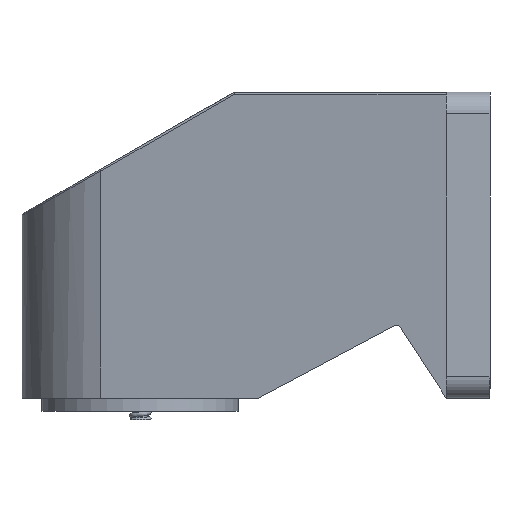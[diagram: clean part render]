
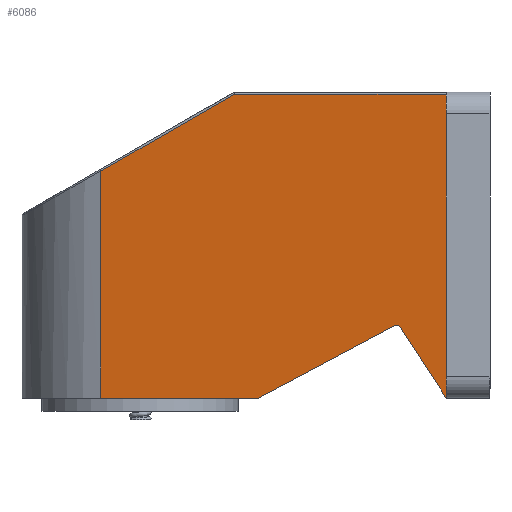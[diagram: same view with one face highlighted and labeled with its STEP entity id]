
A CAD part, left-side view. The second image highlights one B-rep face of the part: STEP entity #6086.
In plain terms, the highlighted planar face has unit normal (-0.987, 0.159, 0).
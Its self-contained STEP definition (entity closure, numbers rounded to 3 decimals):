
#224 = DIRECTION ( 'NONE',  ( 0.159, 0.987, 0. ) ) ;
#303 = DIRECTION ( 'NONE',  ( 0.138, 0.858, -0.495 ) ) ;
#731 = CARTESIAN_POINT ( 'NONE',  ( -31.31, 53., 0. ) ) ;
#746 = VECTOR ( 'NONE', #18191, 1000. ) ;
#1451 = VERTEX_POINT ( 'NONE', #4116 ) ;
#2229 = CARTESIAN_POINT ( 'NONE',  ( -38.25, 10., 0. ) ) ;
#2401 = CARTESIAN_POINT ( 'NONE',  ( -38.25, 10., 0. ) ) ;
#2904 = AXIS2_PLACEMENT_3D ( 'NONE', #2229, #11132, #6125 ) ;
#2909 = VECTOR ( 'NONE', #224, 1000. ) ;
#2954 = VERTEX_POINT ( 'NONE', #2401 ) ;
#3910 = LINE ( 'NONE', #11026, #746 ) ;
#4116 = CARTESIAN_POINT ( 'NONE',  ( -36.42, 21.341, 16.686 ) ) ;
#4204 = VECTOR ( 'NONE', #11834, 1000. ) ;
#4274 = CARTESIAN_POINT ( 'NONE',  ( -25.5, 89., 0. ) ) ;
#5449 = CARTESIAN_POINT ( 'NONE',  ( -25.5, 89., 51.876 ) ) ;
#5621 = LINE ( 'NONE', #7709, #20871 ) ;
#6086 = ADVANCED_FACE ( 'NONE', ( #12201 ), #21332, .T. ) ;
#6125 = DIRECTION ( 'NONE',  ( -0.159, -0.987, 0. ) ) ;
#6489 = CARTESIAN_POINT ( 'NONE',  ( -38.25, 10., 0. ) ) ;
#6497 = CARTESIAN_POINT ( 'NONE',  ( -36.555, 20.502, 16.23 ) ) ;
#6954 = EDGE_CURVE ( 'NONE', #16712, #11977, #20850, .T. ) ;
#6962 = VERTEX_POINT ( 'NONE', #6497 ) ;
#7542 = EDGE_CURVE ( 'NONE', #11977, #1451, #16346, .T. ) ;
#7669 = EDGE_CURVE ( 'NONE', #13712, #11953, #9145, .T. ) ;
#7709 = CARTESIAN_POINT ( 'NONE',  ( -30.431, 58.446, 69.5 ) ) ;
#8058 = EDGE_CURVE ( 'NONE', #11953, #22996, #5621, .T. ) ;
#9145 = LINE ( 'NONE', #16286, #2909 ) ;
#9365 = CARTESIAN_POINT ( 'NONE',  ( -36.367, 21.665, 16.647 ) ) ;
#10203 = LINE ( 'NONE', #6489, #4204 ) ;
#10892 = CARTESIAN_POINT ( 'NONE',  ( -36.344, 21.81, 16.569 ) ) ;
#10971 = VERTEX_POINT ( 'NONE', #20607 ) ;
#11026 = CARTESIAN_POINT ( 'NONE',  ( -36.555, 20.502, 16.23 ) ) ;
#11132 = DIRECTION ( 'NONE',  ( -0.987, 0.159, 0. ) ) ;
#11759 = ORIENTED_EDGE ( 'NONE', *, *, #20377, .T. ) ;
#11834 = DIRECTION ( 'NONE',  ( 0., 0., 1. ) ) ;
#11953 = VERTEX_POINT ( 'NONE', #16528 ) ;
#11977 = VERTEX_POINT ( 'NONE', #10892 ) ;
#12025 = CARTESIAN_POINT ( 'NONE',  ( -36.476, 20.994, 16.686 ) ) ;
#12201 = FACE_OUTER_BOUND ( 'NONE', #21247, .T. ) ;
#13712 = VERTEX_POINT ( 'NONE', #19062 ) ;
#13782 = VECTOR ( 'NONE', #18801, 1000. ) ;
#13821 = ORIENTED_EDGE ( 'NONE', *, *, #22657, .F. ) ;
#15148 = DIRECTION ( 'NONE',  ( 0., 0., 1. ) ) ;
#15260 = LINE ( 'NONE', #4274, #17852 ) ;
#15733 = DIRECTION ( 'NONE',  ( -0.141, -0.874, 0.464 ) ) ;
#16286 = CARTESIAN_POINT ( 'NONE',  ( -38.25, 10., 69.5 ) ) ;
#16346 =( BOUNDED_CURVE ( )  B_SPLINE_CURVE ( 3, ( #20013, #9365, #21776, #19906 ),
 .UNSPECIFIED., .F., .F. ) 
 B_SPLINE_CURVE_WITH_KNOTS ( ( 4, 4 ),
 ( 4.224, 4.712 ),
 .UNSPECIFIED. ) 
 CURVE ( )  GEOMETRIC_REPRESENTATION_ITEM ( )  RATIONAL_B_SPLINE_CURVE ( ( 1., 0.98, 0.98, 1. ) ) 
 REPRESENTATION_ITEM ( '' )  );
#16528 = CARTESIAN_POINT ( 'NONE',  ( -30.431, 58.446, 69.5 ) ) ;
#16712 = VERTEX_POINT ( 'NONE', #731 ) ;
#17256 = CARTESIAN_POINT ( 'NONE',  ( -31.31, 53., 0. ) ) ;
#17445 = CARTESIAN_POINT ( 'NONE',  ( -36.555, 20.502, 16.23 ) ) ;
#17582 = ORIENTED_EDGE ( 'NONE', *, *, #19375, .T. ) ;
#17852 = VECTOR ( 'NONE', #15148, 1000. ) ;
#17922 = VECTOR ( 'NONE', #15733, 1000. ) ;
#18191 = DIRECTION ( 'NONE',  ( -0.087, -0.541, -0.836 ) ) ;
#18792 = ORIENTED_EDGE ( 'NONE', *, *, #8058, .T. ) ;
#18801 = DIRECTION ( 'NONE',  ( 0.159, 0.987, 0. ) ) ;
#19062 = CARTESIAN_POINT ( 'NONE',  ( -38.25, 10., 69.5 ) ) ;
#19191 = CARTESIAN_POINT ( 'NONE',  ( -36.525, 20.69, 16.521 ) ) ;
#19375 = EDGE_CURVE ( 'NONE', #2954, #13712, #10203, .T. ) ;
#19906 = CARTESIAN_POINT ( 'NONE',  ( -36.42, 21.341, 16.686 ) ) ;
#19961 = ORIENTED_EDGE ( 'NONE', *, *, #6954, .T. ) ;
#19985 = ORIENTED_EDGE ( 'NONE', *, *, #7669, .T. ) ;
#20013 = CARTESIAN_POINT ( 'NONE',  ( -36.344, 21.81, 16.569 ) ) ;
#20146 = ORIENTED_EDGE ( 'NONE', *, *, #21896, .F. ) ;
#20377 = EDGE_CURVE ( 'NONE', #6962, #2954, #3910, .T. ) ;
#20410 = LINE ( 'NONE', #20533, #13782 ) ;
#20533 = CARTESIAN_POINT ( 'NONE',  ( -31.31, 53., 0. ) ) ;
#20607 = CARTESIAN_POINT ( 'NONE',  ( -25.5, 89., 0. ) ) ;
#20689 =( BOUNDED_CURVE ( )  B_SPLINE_CURVE ( 3, ( #20909, #12025, #19191, #17445 ),
 .UNSPECIFIED., .F., .T. ) 
 B_SPLINE_CURVE_WITH_KNOTS ( ( 4, 4 ),
 ( 4.712, 5.709 ),
 .UNSPECIFIED. ) 
 CURVE ( )  GEOMETRIC_REPRESENTATION_ITEM ( )  RATIONAL_B_SPLINE_CURVE ( ( 1., 0.919, 0.919, 1. ) ) 
 REPRESENTATION_ITEM ( '' )  );
#20850 = LINE ( 'NONE', #17256, #17922 ) ;
#20871 = VECTOR ( 'NONE', #303, 1000. ) ;
#20909 = CARTESIAN_POINT ( 'NONE',  ( -36.42, 21.341, 16.686 ) ) ;
#21247 = EDGE_LOOP ( 'NONE', ( #11759, #17582, #19985, #18792, #13821, #20146, #19961, #22265, #21687 ) ) ;
#21332 = PLANE ( 'NONE',  #2904 ) ;
#21687 = ORIENTED_EDGE ( 'NONE', *, *, #22332, .T. ) ;
#21776 = CARTESIAN_POINT ( 'NONE',  ( -36.393, 21.506, 16.686 ) ) ;
#21896 = EDGE_CURVE ( 'NONE', #16712, #10971, #20410, .T. ) ;
#22265 = ORIENTED_EDGE ( 'NONE', *, *, #7542, .T. ) ;
#22332 = EDGE_CURVE ( 'NONE', #1451, #6962, #20689, .T. ) ;
#22657 = EDGE_CURVE ( 'NONE', #10971, #22996, #15260, .T. ) ;
#22996 = VERTEX_POINT ( 'NONE', #5449 ) ;
